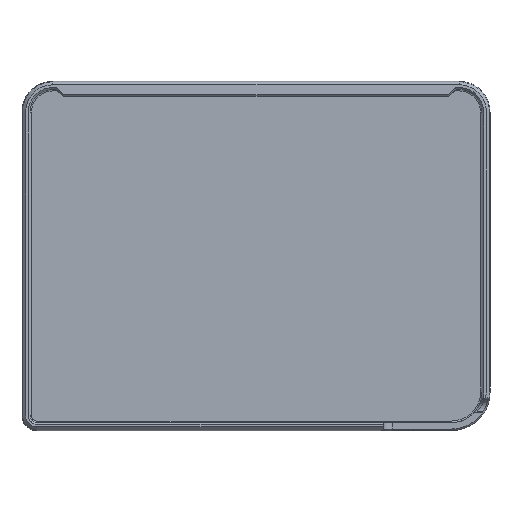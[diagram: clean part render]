
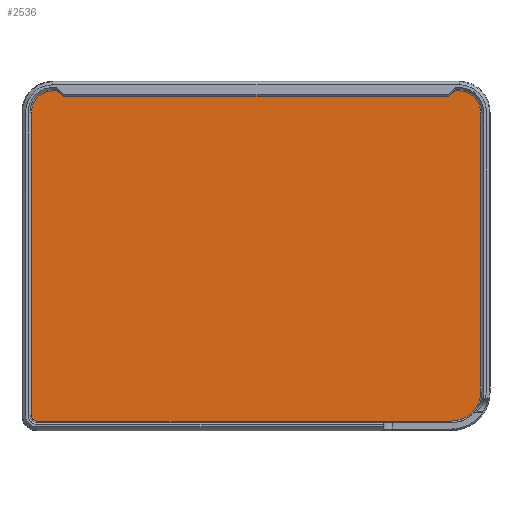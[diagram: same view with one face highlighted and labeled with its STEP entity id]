
A CAD part, front view. The second image highlights one B-rep face of the part: STEP entity #2536.
In plain terms, the highlighted planar face has unit normal (0, -1, 0).
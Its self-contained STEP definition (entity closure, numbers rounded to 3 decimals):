
#172=PLANE('',#2765);
#252=FACE_OUTER_BOUND('',#418,.T.);
#418=EDGE_LOOP('',(#1958,#1959,#1960,#1961,#1962,#1963,#1964,#1965));
#650=LINE('',#4679,#858);
#651=LINE('',#4683,#859);
#652=LINE('',#4687,#860);
#653=LINE('',#4691,#861);
#858=VECTOR('',#3239,1000.);
#859=VECTOR('',#3242,1000.);
#860=VECTOR('',#3245,1000.);
#861=VECTOR('',#3248,1000.);
#1002=CIRCLE('',#2766,2.);
#1003=CIRCLE('',#2767,11.);
#1004=CIRCLE('',#2768,8.);
#1005=CIRCLE('',#2769,8.);
#1222=VERTEX_POINT('',#4677);
#1223=VERTEX_POINT('',#4678);
#1224=VERTEX_POINT('',#4680);
#1225=VERTEX_POINT('',#4682);
#1226=VERTEX_POINT('',#4684);
#1227=VERTEX_POINT('',#4686);
#1228=VERTEX_POINT('',#4688);
#1229=VERTEX_POINT('',#4690);
#1496=EDGE_CURVE('',#1222,#1223,#650,.T.);
#1497=EDGE_CURVE('',#1223,#1224,#1002,.T.);
#1498=EDGE_CURVE('',#1224,#1225,#651,.T.);
#1499=EDGE_CURVE('',#1225,#1226,#1003,.T.);
#1500=EDGE_CURVE('',#1226,#1227,#652,.T.);
#1501=EDGE_CURVE('',#1227,#1228,#1004,.T.);
#1502=EDGE_CURVE('',#1228,#1229,#653,.T.);
#1503=EDGE_CURVE('',#1229,#1222,#1005,.T.);
#1958=ORIENTED_EDGE('',*,*,#1496,.T.);
#1959=ORIENTED_EDGE('',*,*,#1497,.T.);
#1960=ORIENTED_EDGE('',*,*,#1498,.T.);
#1961=ORIENTED_EDGE('',*,*,#1499,.T.);
#1962=ORIENTED_EDGE('',*,*,#1500,.T.);
#1963=ORIENTED_EDGE('',*,*,#1501,.T.);
#1964=ORIENTED_EDGE('',*,*,#1502,.T.);
#1965=ORIENTED_EDGE('',*,*,#1503,.T.);
#2536=ADVANCED_FACE('',(#252),#172,.F.);
#2765=AXIS2_PLACEMENT_3D('',#4676,#3237,#3238);
#2766=AXIS2_PLACEMENT_3D('',#4681,#3240,#3241);
#2767=AXIS2_PLACEMENT_3D('',#4685,#3243,#3244);
#2768=AXIS2_PLACEMENT_3D('',#4689,#3246,#3247);
#2769=AXIS2_PLACEMENT_3D('',#4692,#3249,#3250);
#3237=DIRECTION('center_axis',(0.,1.,0.));
#3238=DIRECTION('ref_axis',(0.,0.,1.));
#3239=DIRECTION('',(0.,0.,-1.));
#3240=DIRECTION('center_axis',(0.,-1.,0.));
#3241=DIRECTION('ref_axis',(0.,0.,1.));
#3242=DIRECTION('',(1.,0.,0.));
#3243=DIRECTION('center_axis',(0.,-1.,0.));
#3244=DIRECTION('ref_axis',(0.,0.,1.));
#3245=DIRECTION('',(0.,0.,1.));
#3246=DIRECTION('center_axis',(0.,-1.,0.));
#3247=DIRECTION('ref_axis',(0.,0.,1.));
#3248=DIRECTION('',(-1.,0.,0.));
#3249=DIRECTION('center_axis',(0.,-1.,0.));
#3250=DIRECTION('ref_axis',(0.,0.,1.));
#4676=CARTESIAN_POINT('Origin',(162.7,0.05,-111.));
#4677=CARTESIAN_POINT('',(-7.1,0.05,-5.));
#4678=CARTESIAN_POINT('',(-7.1,0.05,-120.));
#4679=CARTESIAN_POINT('',(-7.1,0.05,-120.));
#4680=CARTESIAN_POINT('',(-5.1,0.05,-122.));
#4681=CARTESIAN_POINT('Origin',(-5.1,0.05,-120.));
#4682=CARTESIAN_POINT('',(151.9,0.05,-122.));
#4683=CARTESIAN_POINT('',(162.7,0.05,-122.));
#4684=CARTESIAN_POINT('',(162.9,0.05,-111.));
#4685=CARTESIAN_POINT('Origin',(151.9,0.05,-111.));
#4686=CARTESIAN_POINT('',(162.9,0.05,-5.));
#4687=CARTESIAN_POINT('',(162.9,0.05,-5.));
#4688=CARTESIAN_POINT('',(154.9,0.05,3.));
#4689=CARTESIAN_POINT('Origin',(154.9,0.05,-5.));
#4690=CARTESIAN_POINT('',(0.9,0.05,3.));
#4691=CARTESIAN_POINT('',(-9.9,0.05,3.));
#4692=CARTESIAN_POINT('Origin',(0.9,0.05,-5.));
